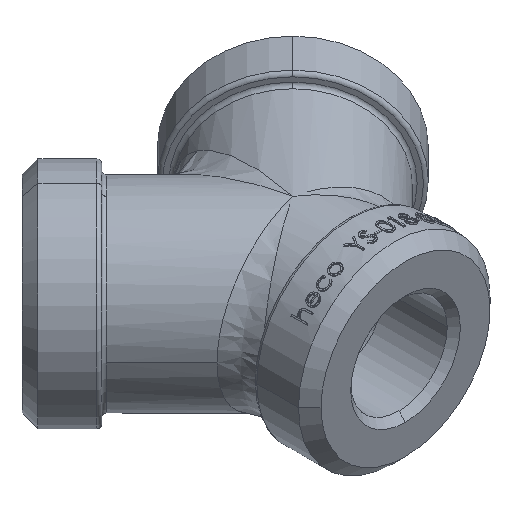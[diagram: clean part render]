
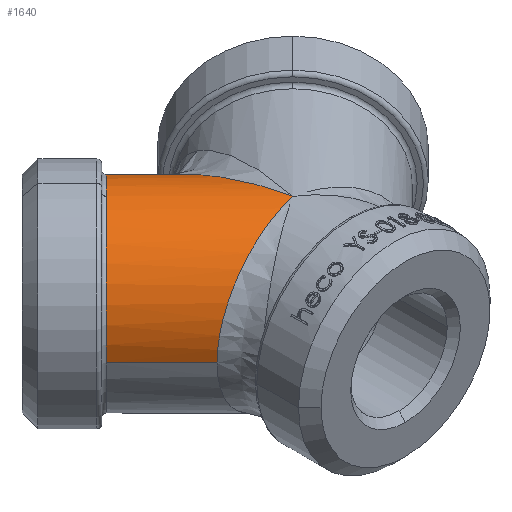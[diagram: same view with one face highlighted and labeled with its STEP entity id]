
A CAD part, isometric view. The second image highlights one B-rep face of the part: STEP entity #1640.
In plain terms, the highlighted cylindrical face has radius 7.5 mm (diameter 15 mm), a partial arc.
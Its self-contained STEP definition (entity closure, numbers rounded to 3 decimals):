
#44 = CARTESIAN_POINT ( 'NONE',  ( 3.107, 7.5, 0. ) ) ;
#574 = ORIENTED_EDGE ( 'NONE', *, *, #7721, .F. ) ;
#1032 = CARTESIAN_POINT ( 'NONE',  ( -2.828, 13.435, 0. ) ) ;
#1100 = CARTESIAN_POINT ( 'NONE',  ( -1.269, 6.028, 6.988 ) ) ;
#1386 = VERTEX_POINT ( 'NONE', #7766 ) ;
#1445 = ORIENTED_EDGE ( 'NONE', *, *, #5861, .F. ) ;
#1640 = ADVANCED_FACE ( 'NONE', ( #7736 ), #13835, .T. ) ;
#2828 = EDGE_CURVE ( 'NONE', #17180, #3928, #17782, .T. ) ;
#2947 = VERTEX_POINT ( 'NONE', #9193 ) ;
#3928 = VERTEX_POINT ( 'NONE', #4592 ) ;
#3998 = CARTESIAN_POINT ( 'NONE',  ( -8.671, -1.935, 0. ) ) ;
#4592 = CARTESIAN_POINT ( 'NONE',  ( -8.273, 8.273, 7.5 ) ) ;
#4876 = VERTEX_POINT ( 'NONE', #8188 ) ;
#5057 = CARTESIAN_POINT ( 'NONE',  ( -7.5, -3.107, 0. ) ) ;
#5156 = CARTESIAN_POINT ( 'NONE',  ( -8.273, 8.273, 0. ) ) ;
#5177 = DIRECTION ( 'NONE',  ( 0.707, -0.707, 0. ) ) ;
#5300 = CIRCLE ( 'NONE', #13086, 7.5 ) ;
#5718 = CARTESIAN_POINT ( 'NONE',  ( -0.423, 2.01, 7.5 ) ) ;
#5861 = EDGE_CURVE ( 'NONE', #14663, #4876, #9423, .T. ) ;
#6203 = DIRECTION ( 'NONE',  ( 0.707, -0.707, 0. ) ) ;
#6485 = B_SPLINE_CURVE_WITH_KNOTS ( 'NONE', 3,
 ( #1032, #11701, #8605, #19144, #1100, #5718, #19281 ),
 .UNSPECIFIED., .F., .F.,
 ( 4, 1, 1, 1, 4 ),
 ( 0.5, 0.571, 0.714, 0.857, 1. ),
 .UNSPECIFIED. ) ;
#6489 = VECTOR ( 'NONE', #6203, 1000. ) ;
#7213 = CARTESIAN_POINT ( 'NONE',  ( 0., 0., 7.5 ) ) ;
#7609 = DIRECTION ( 'NONE',  ( -0.707, -0.707, 0. ) ) ;
#7645 = CARTESIAN_POINT ( 'NONE',  ( -13.576, 2.97, 0. ) ) ;
#7721 = EDGE_CURVE ( 'NONE', #1386, #14663, #6485, .T. ) ;
#7736 = FACE_OUTER_BOUND ( 'NONE', #13695, .T. ) ;
#7766 = CARTESIAN_POINT ( 'NONE',  ( -2.828, 13.435, 0. ) ) ;
#8079 = DIRECTION ( 'NONE',  ( -0.707, 0.707, 0. ) ) ;
#8188 = CARTESIAN_POINT ( 'NONE',  ( -8.671, -1.935, 0. ) ) ;
#8197 = CARTESIAN_POINT ( 'NONE',  ( -2.197, 2.197, 0. ) ) ;
#8383 = DIRECTION ( 'NONE',  ( 0.707, -0.707, 0. ) ) ;
#8605 = CARTESIAN_POINT ( 'NONE',  ( -2.757, 13.098, 2.244 ) ) ;
#9193 = CARTESIAN_POINT ( 'NONE',  ( -2.97, 13.576, 0. ) ) ;
#9423 = B_SPLINE_CURVE_WITH_KNOTS ( 'NONE', 3,
 ( #7213, #19071, #17687, #10065, #9995, #11689, #3998 ),
 .UNSPECIFIED., .F., .F.,
 ( 4, 1, 1, 1, 4 ),
 ( 0., 0.143, 0.286, 0.429, 0.5 ),
 .UNSPECIFIED. ) ;
#9541 = CARTESIAN_POINT ( 'NONE',  ( 0., 0., 7.5 ) ) ;
#9790 = VECTOR ( 'NONE', #5177, 1000. ) ;
#9995 = CARTESIAN_POINT ( 'NONE',  ( -8.455, -1.887, 2.244 ) ) ;
#10065 = CARTESIAN_POINT ( 'NONE',  ( -7.011, -1.564, 4.836 ) ) ;
#11689 = CARTESIAN_POINT ( 'NONE',  ( -8.671, -1.935, 0.561 ) ) ;
#11701 = CARTESIAN_POINT ( 'NONE',  ( -2.828, 13.435, 0.561 ) ) ;
#11962 = AXIS2_PLACEMENT_3D ( 'NONE', #16632, #13641, #7609 ) ;
#12276 = ORIENTED_EDGE ( 'NONE', *, *, #2828, .F. ) ;
#13086 = AXIS2_PLACEMENT_3D ( 'NONE', #5156, #8079, #18731 ) ;
#13264 = ORIENTED_EDGE ( 'NONE', *, *, #14569, .F. ) ;
#13641 = DIRECTION ( 'NONE',  ( -0.707, 0.707, 0. ) ) ;
#13695 = EDGE_LOOP ( 'NONE', ( #18847, #13264, #12276, #14178, #1445, #574 ) ) ;
#13835 = CYLINDRICAL_SURFACE ( 'NONE', #16502, 7.5 ) ;
#14178 = ORIENTED_EDGE ( 'NONE', *, *, #18282, .T. ) ;
#14569 = EDGE_CURVE ( 'NONE', #3928, #2947, #5300, .T. ) ;
#14663 = VERTEX_POINT ( 'NONE', #9541 ) ;
#14976 = EDGE_CURVE ( 'NONE', #2947, #1386, #18510, .T. ) ;
#16369 = LINE ( 'NONE', #5057, #9790 ) ;
#16502 = AXIS2_PLACEMENT_3D ( 'NONE', #8197, #8383, #18738 ) ;
#16632 = CARTESIAN_POINT ( 'NONE',  ( -8.273, 8.273, 0. ) ) ;
#17180 = VERTEX_POINT ( 'NONE', #7645 ) ;
#17687 = CARTESIAN_POINT ( 'NONE',  ( -3.891, -0.868, 6.989 ) ) ;
#17782 = CIRCLE ( 'NONE', #11962, 7.5 ) ;
#18282 = EDGE_CURVE ( 'NONE', #17180, #4876, #16369, .T. ) ;
#18510 = LINE ( 'NONE', #44, #6489 ) ;
#18731 = DIRECTION ( 'NONE',  ( -0.707, -0.707, 0. ) ) ;
#18738 = DIRECTION ( 'NONE',  ( -0.707, -0.707, 0. ) ) ;
#18847 = ORIENTED_EDGE ( 'NONE', *, *, #14976, .F. ) ;
#19071 = CARTESIAN_POINT ( 'NONE',  ( -1.297, -0.289, 7.5 ) ) ;
#19144 = CARTESIAN_POINT ( 'NONE',  ( -2.287, 10.865, 4.837 ) ) ;
#19281 = CARTESIAN_POINT ( 'NONE',  ( 0., 0., 7.5 ) ) ;
